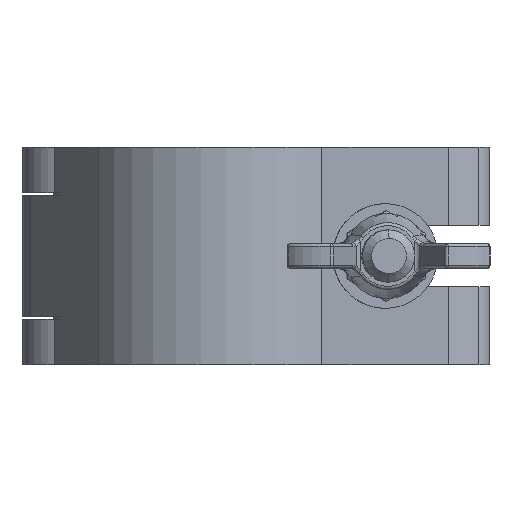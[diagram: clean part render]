
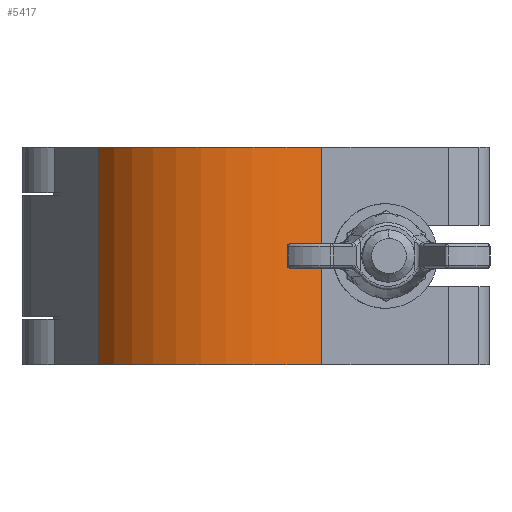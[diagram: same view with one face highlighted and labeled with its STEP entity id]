
A CAD part, front view. The second image highlights one B-rep face of the part: STEP entity #5417.
In plain terms, the highlighted cylindrical face has radius 35.4 mm (diameter 70.8 mm), a partial arc.
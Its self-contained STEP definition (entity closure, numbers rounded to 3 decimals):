
#266 = CARTESIAN_POINT ( 'NONE',  ( 67.5, 54.04, 24.95 ) ) ;
#520 = DIRECTION ( 'NONE',  ( 0., 0., -1. ) ) ;
#555 = FACE_OUTER_BOUND ( 'NONE', #5007, .T. ) ;
#1341 = EDGE_CURVE ( 'NONE', #8258, #5360, #8009, .T. ) ;
#1664 = DIRECTION ( 'NONE',  ( -1., 0., 0. ) ) ;
#1724 = AXIS2_PLACEMENT_3D ( 'NONE', #3318, #6357, #4813 ) ;
#2044 = EDGE_CURVE ( 'NONE', #5360, #4326, #5655, .T. ) ;
#2136 = DIRECTION ( 'NONE',  ( 0., 0., 1. ) ) ;
#2493 = CARTESIAN_POINT ( 'NONE',  ( 16.54, 43.218, -24.95 ) ) ;
#2847 = CARTESIAN_POINT ( 'NONE',  ( 67.5, 54.04, -24.95 ) ) ;
#3318 = CARTESIAN_POINT ( 'NONE',  ( 47., 25.18, 24.95 ) ) ;
#3337 = LINE ( 'NONE', #7681, #4975 ) ;
#3542 = AXIS2_PLACEMENT_3D ( 'NONE', #8382, #4606, #1664 ) ;
#3562 = EDGE_CURVE ( 'NONE', #8021, #4326, #6511, .T. ) ;
#3870 = DIRECTION ( 'NONE',  ( 0., 0., -1. ) ) ;
#4264 = CARTESIAN_POINT ( 'NONE',  ( 16.54, 43.218, 24.95 ) ) ;
#4326 = VERTEX_POINT ( 'NONE', #2493 ) ;
#4606 = DIRECTION ( 'NONE',  ( 0., 0., -1. ) ) ;
#4716 = ORIENTED_EDGE ( 'NONE', *, *, #8256, .T. ) ;
#4813 = DIRECTION ( 'NONE',  ( 1., 0., 0. ) ) ;
#4975 = VECTOR ( 'NONE', #3870, 1000. ) ;
#5007 = EDGE_LOOP ( 'NONE', ( #9247, #5656, #5759, #4716 ) ) ;
#5022 = DIRECTION ( 'NONE',  ( 1., 0., 0. ) ) ;
#5360 = VERTEX_POINT ( 'NONE', #8991 ) ;
#5417 = ADVANCED_FACE ( 'NONE', ( #555 ), #7570, .T. ) ;
#5655 = LINE ( 'NONE', #4264, #7182 ) ;
#5656 = ORIENTED_EDGE ( 'NONE', *, *, #2044, .F. ) ;
#5759 = ORIENTED_EDGE ( 'NONE', *, *, #1341, .F. ) ;
#5936 = AXIS2_PLACEMENT_3D ( 'NONE', #8024, #2136, #5022 ) ;
#6357 = DIRECTION ( 'NONE',  ( 0., 0., 1. ) ) ;
#6511 = CIRCLE ( 'NONE', #5936, 35.4 ) ;
#7182 = VECTOR ( 'NONE', #520, 1000. ) ;
#7570 = CYLINDRICAL_SURFACE ( 'NONE', #3542, 35.4 ) ;
#7681 = CARTESIAN_POINT ( 'NONE',  ( 67.5, 54.04, 24.95 ) ) ;
#8009 = CIRCLE ( 'NONE', #1724, 35.4 ) ;
#8021 = VERTEX_POINT ( 'NONE', #2847 ) ;
#8024 = CARTESIAN_POINT ( 'NONE',  ( 47., 25.18, -24.95 ) ) ;
#8256 = EDGE_CURVE ( 'NONE', #8258, #8021, #3337, .T. ) ;
#8258 = VERTEX_POINT ( 'NONE', #266 ) ;
#8382 = CARTESIAN_POINT ( 'NONE',  ( 47., 25.18, 24.95 ) ) ;
#8991 = CARTESIAN_POINT ( 'NONE',  ( 16.54, 43.218, 24.95 ) ) ;
#9247 = ORIENTED_EDGE ( 'NONE', *, *, #3562, .T. ) ;
